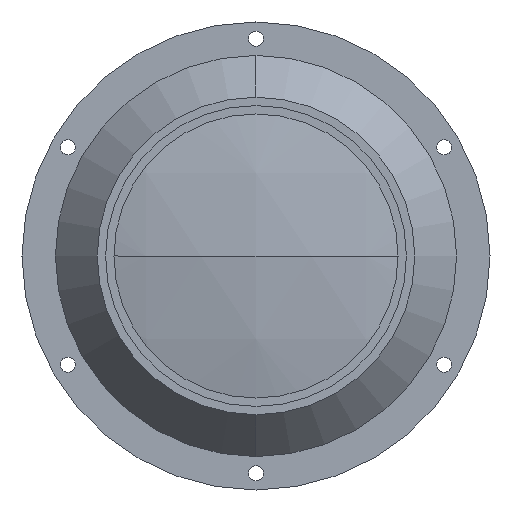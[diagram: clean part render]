
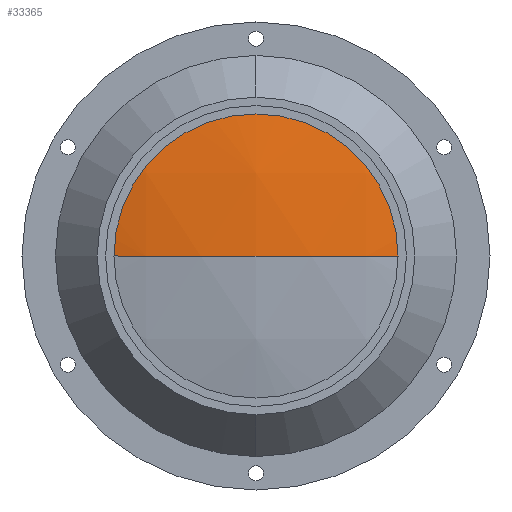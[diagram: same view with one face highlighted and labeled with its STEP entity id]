
A CAD part, left-side view. The second image highlights one B-rep face of the part: STEP entity #33365.
In plain terms, the highlighted spherical face has radius 205.376 mm.
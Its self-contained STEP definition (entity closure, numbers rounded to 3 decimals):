
#210 = CIRCLE ( 'NONE', #46208, 49.293 ) ;
#2246 = CARTESIAN_POINT ( 'NONE',  ( 6.003, 0., -49.293 ) ) ;
#2689 = ORIENTED_EDGE ( 'NONE', *, *, #29354, .T. ) ;
#4849 = CARTESIAN_POINT ( 'NONE',  ( 205.376, 0., 0. ) ) ;
#6410 = CARTESIAN_POINT ( 'NONE',  ( 205.376, 0., 0. ) ) ;
#9547 = FACE_OUTER_BOUND ( 'NONE', #36733, .T. ) ;
#12679 = VERTEX_POINT ( 'NONE', #2246 ) ;
#14706 = CARTESIAN_POINT ( 'NONE',  ( 6.003, 0., 0. ) ) ;
#15040 = AXIS2_PLACEMENT_3D ( 'NONE', #15402, #35590, #47349 ) ;
#15402 = CARTESIAN_POINT ( 'NONE',  ( 6.003, 0., 0. ) ) ;
#18173 = CARTESIAN_POINT ( 'NONE',  ( 0., 0., 0. ) ) ;
#20051 = CIRCLE ( 'NONE', #15040, 49.293 ) ;
#20870 = DIRECTION ( 'NONE',  ( 0., 0., -1. ) ) ;
#21499 = CARTESIAN_POINT ( 'NONE',  ( 205.376, 0., 0. ) ) ;
#25424 = DIRECTION ( 'NONE',  ( 0., 1., 0. ) ) ;
#26762 = DIRECTION ( 'NONE',  ( -1., 0., 0. ) ) ;
#29354 = EDGE_CURVE ( 'NONE', #32783, #44668, #43444, .T. ) ;
#30601 = ORIENTED_EDGE ( 'NONE', *, *, #44010, .T. ) ;
#30976 = CIRCLE ( 'NONE', #39081, 205.376 ) ;
#31410 = EDGE_CURVE ( 'NONE', #33326, #12679, #210, .T. ) ;
#32783 = VERTEX_POINT ( 'NONE', #36136 ) ;
#33326 = VERTEX_POINT ( 'NONE', #41294 ) ;
#33365 = ADVANCED_FACE ( 'NONE', ( #9547 ), #40790, .T. ) ;
#35590 = DIRECTION ( 'NONE',  ( -1., 0., 0. ) ) ;
#36136 = CARTESIAN_POINT ( 'NONE',  ( 6.003, -49.293, 0. ) ) ;
#36733 = EDGE_LOOP ( 'NONE', ( #50269, #30601, #2689, #50344 ) ) ;
#36852 = DIRECTION ( 'NONE',  ( 0., 1., 0. ) ) ;
#38421 = DIRECTION ( 'NONE',  ( 1., 0., 0. ) ) ;
#39081 = AXIS2_PLACEMENT_3D ( 'NONE', #6410, #46518, #38421 ) ;
#40790 = SPHERICAL_SURFACE ( 'NONE', #51247, 205.376 ) ;
#41294 = CARTESIAN_POINT ( 'NONE',  ( 6.003, 49.293, 0. ) ) ;
#43444 = CIRCLE ( 'NONE', #51759, 205.376 ) ;
#44010 = EDGE_CURVE ( 'NONE', #12679, #32783, #20051, .T. ) ;
#44042 = DIRECTION ( 'NONE',  ( 0., 0., 1. ) ) ;
#44361 = EDGE_CURVE ( 'NONE', #33326, #44668, #30976, .T. ) ;
#44668 = VERTEX_POINT ( 'NONE', #18173 ) ;
#46081 = DIRECTION ( 'NONE',  ( 0., 0., -1. ) ) ;
#46208 = AXIS2_PLACEMENT_3D ( 'NONE', #14706, #26762, #44042 ) ;
#46518 = DIRECTION ( 'NONE',  ( 0., 0., 1. ) ) ;
#47349 = DIRECTION ( 'NONE',  ( 0., 0., 1. ) ) ;
#50269 = ORIENTED_EDGE ( 'NONE', *, *, #31410, .T. ) ;
#50344 = ORIENTED_EDGE ( 'NONE', *, *, #44361, .F. ) ;
#51247 = AXIS2_PLACEMENT_3D ( 'NONE', #4849, #20870, #36852 ) ;
#51759 = AXIS2_PLACEMENT_3D ( 'NONE', #21499, #46081, #25424 ) ;
